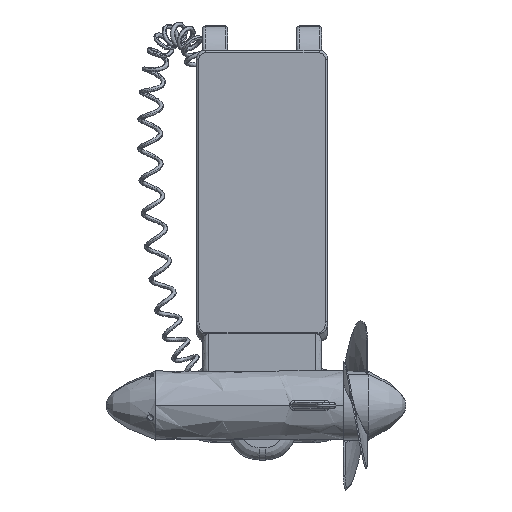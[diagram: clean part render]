
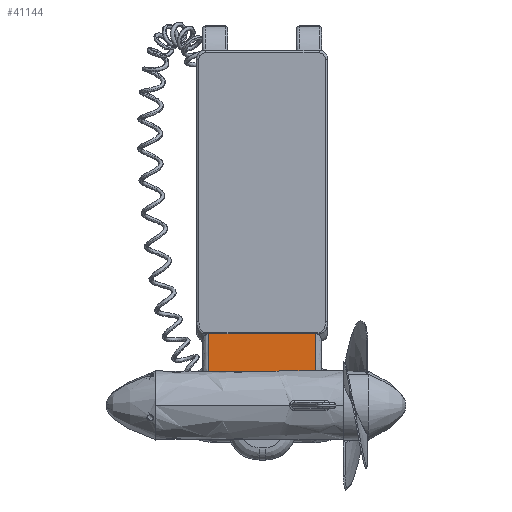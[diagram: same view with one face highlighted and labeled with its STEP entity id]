
A CAD part, front view. The second image highlights one B-rep face of the part: STEP entity #41144.
In plain terms, the highlighted free-form (B-spline) face has degree [1, 1] with [2, 2] control points.
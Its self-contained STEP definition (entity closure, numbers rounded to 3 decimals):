
#41144 = ADVANCED_FACE('',(#41145),#41175,.F.);
#41145 = FACE_BOUND('',#41146,.T.);
#41146 = EDGE_LOOP('',(#41147,#41156,#41163,#41170));
#41147 = ORIENTED_EDGE('',*,*,#41148,.F.);
#41148 = EDGE_CURVE('',#41149,#41151,#41153,.T.);
#41149 = VERTEX_POINT('',#41150);
#41150 = CARTESIAN_POINT('',(25.489,566.774,
    -24.523));
#41151 = VERTEX_POINT('',#41152);
#41152 = CARTESIAN_POINT('',(109.681,566.774,
    -24.523));
#41153 = B_SPLINE_CURVE_WITH_KNOTS('',1,(#41154,#41155),.UNSPECIFIED.,
  .F.,.F.,(2,2),(-51.,51.),.PIECEWISE_BEZIER_KNOTS.);
#41154 = CARTESIAN_POINT('',(25.489,566.774,
    -24.523));
#41155 = CARTESIAN_POINT('',(109.681,566.774,
    -24.523));
#41156 = ORIENTED_EDGE('',*,*,#41157,.T.);
#41157 = EDGE_CURVE('',#41149,#41158,#41160,.T.);
#41158 = VERTEX_POINT('',#41159);
#41159 = CARTESIAN_POINT('',(25.489,566.774,
    -62.063));
#41160 = B_SPLINE_CURVE_WITH_KNOTS('',1,(#41161,#41162),.UNSPECIFIED.,
  .F.,.F.,(2,2),(38.444,83.923),
  .PIECEWISE_BEZIER_KNOTS.);
#41161 = CARTESIAN_POINT('',(25.489,566.774,
    -24.523));
#41162 = CARTESIAN_POINT('',(25.489,566.774,
    -62.063));
#41163 = ORIENTED_EDGE('',*,*,#41164,.F.);
#41164 = EDGE_CURVE('',#41165,#41158,#41167,.T.);
#41165 = VERTEX_POINT('',#41166);
#41166 = CARTESIAN_POINT('',(109.681,566.774,
    -62.063));
#41167 = B_SPLINE_CURVE_WITH_KNOTS('',1,(#41168,#41169),.UNSPECIFIED.,
  .F.,.F.,(2,2),(95.12,197.12),
  .PIECEWISE_BEZIER_KNOTS.);
#41168 = CARTESIAN_POINT('',(109.681,566.774,
    -62.063));
#41169 = CARTESIAN_POINT('',(25.489,566.774,
    -62.063));
#41170 = ORIENTED_EDGE('',*,*,#41171,.T.);
#41171 = EDGE_CURVE('',#41165,#41151,#41172,.T.);
#41172 = B_SPLINE_CURVE_WITH_KNOTS('',1,(#41173,#41174),.UNSPECIFIED.,
  .F.,.F.,(2,2),(-83.923,-38.444),
  .PIECEWISE_BEZIER_KNOTS.);
#41173 = CARTESIAN_POINT('',(109.681,566.774,
    -62.063));
#41174 = CARTESIAN_POINT('',(109.681,566.774,
    -24.523));
#41175 = B_SPLINE_SURFACE_WITH_KNOTS('',1,1,(
    (#41176,#41177)
    ,(#41178,#41179
    )),.UNSPECIFIED.,.F.,.F.,.F.,(2,2),(2,2),(-83.923,
    -38.444),(-197.12,-95.12),
  .PIECEWISE_BEZIER_KNOTS.);
#41176 = CARTESIAN_POINT('',(25.489,566.774,
    -62.063));
#41177 = CARTESIAN_POINT('',(109.681,566.774,
    -62.063));
#41178 = CARTESIAN_POINT('',(25.489,566.774,
    -24.523));
#41179 = CARTESIAN_POINT('',(109.681,566.774,
    -24.523));
